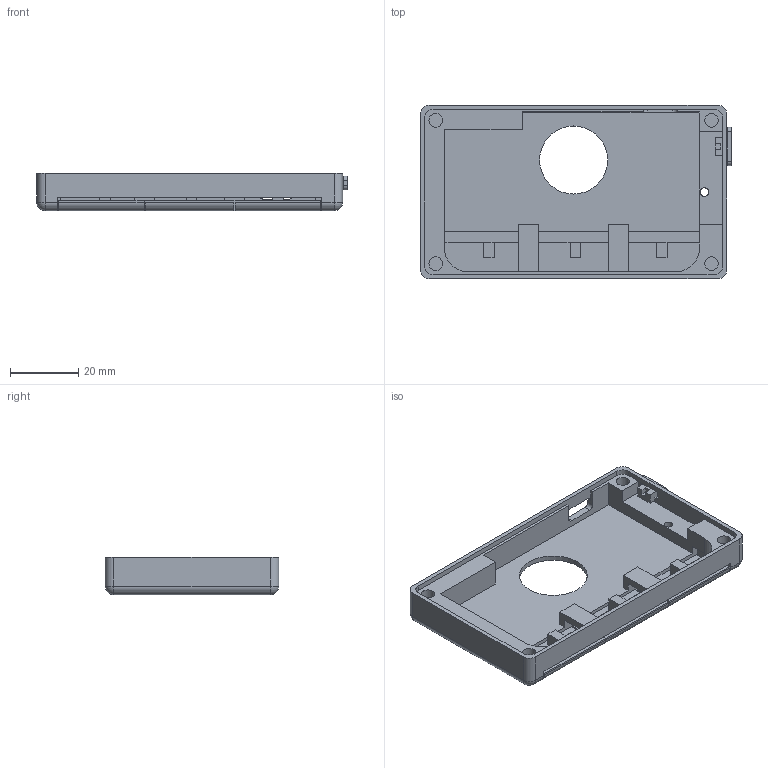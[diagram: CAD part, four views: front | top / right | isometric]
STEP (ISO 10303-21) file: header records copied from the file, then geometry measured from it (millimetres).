
FILE_DESCRIPTION(/* description */ ('STEP AP242','CAx-IF Rec.Pracs.---Representation and Presentation of Product Manufacturing Information (PMI)---4.0---2014-10-13','CAx-IF Rec.Pracs.---3D Tessellated Geometry---0.4---2014-09-14','2;1'),/* implementation_level */ '2;1');
FILE_NAME(/* name */ '688ab65ecdfd5c77b0c9dcac',/* time_stamp */ '2025-07-31T00:18:38Z',/* author */ (''),/* organization */ (''),/* preprocessor_version */ 'ST-DEVELOPER v20',/* originating_system */ 'ONSHAPE BY PTC INC, 1.201',/* authorisation */ ' ');
FILE_SCHEMA (('AP242_MANAGED_MODEL_BASED_3D_ENGINEERING_MIM_LF { 1 0 10303 442 1 1 4 }'));
Length unit declared in the file: metre
Products named in the file (3): Bottom + Switch; Shell; Switch
Assembly tree (2 placements, depth 2):
  Bottom + Switch
    Shell
    Switch
Bounding box: 91.3 x 51 x 11 mm (x, y, z)
Volume: 14937.5 mm3; surface area: 15432.6 mm2
Topology: 2 solids, 2 shells, 135 faces, 390 edges, 254 vertices
Faces by surface type: plane 99, cylinder 32, sphere 4
Full cylindrical faces by diameter (mm): 2.5 x1, 4 x4, 20 x1
Entity records: 4411 total; most frequent: CARTESIAN_POINT 768, ORIENTED_EDGE 756, DIRECTION 718, EDGE_CURVE 378, LINE 314, VECTOR 314, VERTEX_POINT 252, AXIS2_PLACEMENT_3D 202
